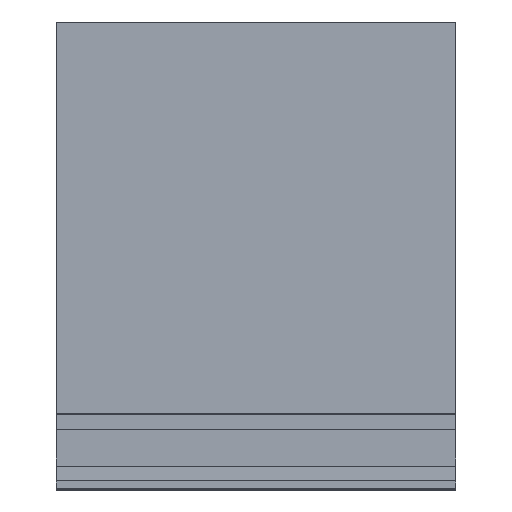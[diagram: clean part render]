
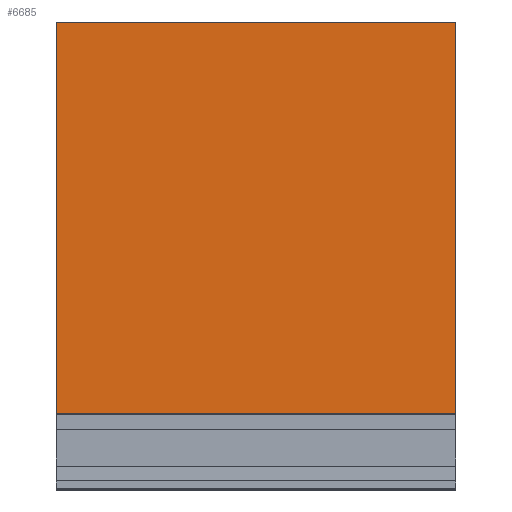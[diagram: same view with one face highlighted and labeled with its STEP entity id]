
A CAD part, top view. The second image highlights one B-rep face of the part: STEP entity #6685.
In plain terms, the highlighted face is planar.
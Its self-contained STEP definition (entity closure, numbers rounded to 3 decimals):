
#213=LINE('',#14017,#608);
#228=LINE('',#14045,#623);
#231=LINE('',#14050,#626);
#240=LINE('',#14067,#635);
#608=VECTOR('',#11295,1000.);
#623=VECTOR('',#11312,1000.);
#626=VECTOR('',#11317,1000.);
#635=VECTOR('',#11328,1000.);
#1070=PLANE('',#9918);
#2226=ORIENTED_EDGE('',*,*,#3478,.T.);
#2227=ORIENTED_EDGE('',*,*,#3490,.F.);
#2228=ORIENTED_EDGE('',*,*,#3481,.F.);
#2229=ORIENTED_EDGE('',*,*,#3463,.T.);
#3463=EDGE_CURVE('',#4204,#4203,#213,.T.);
#3478=EDGE_CURVE('',#4203,#4215,#228,.T.);
#3481=EDGE_CURVE('',#4204,#4217,#231,.T.);
#3490=EDGE_CURVE('',#4217,#4215,#240,.T.);
#4203=VERTEX_POINT('',#14016);
#4204=VERTEX_POINT('',#14018);
#4215=VERTEX_POINT('',#14044);
#4217=VERTEX_POINT('',#14051);
#5225=EDGE_LOOP('',(#2226,#2227,#2228,#2229));
#6107=FACE_BOUND('',#5225,.T.);
#6685=ADVANCED_FACE('',(#6107),#1070,.F.);
#9918=AXIS2_PLACEMENT_3D('',#14123,#11369,#11370);
#11295=DIRECTION('',(0.,0.,-1.));
#11312=DIRECTION('',(-1.,0.,0.));
#11317=DIRECTION('',(-1.,0.,0.));
#11328=DIRECTION('',(0.,0.,-1.));
#11369=DIRECTION('',(0.,-1.,0.));
#11370=DIRECTION('',(0.,0.,-1.));
#14016=CARTESIAN_POINT('',(0.,200.,-27.));
#14017=CARTESIAN_POINT('',(0.,200.,27.));
#14018=CARTESIAN_POINT('',(0.,200.,27.));
#14044=CARTESIAN_POINT('',(-53.,200.,-27.));
#14045=CARTESIAN_POINT('',(0.,200.,-27.));
#14050=CARTESIAN_POINT('',(0.,200.,27.));
#14051=CARTESIAN_POINT('',(-53.,200.,27.));
#14067=CARTESIAN_POINT('',(-53.,200.,27.));
#14123=CARTESIAN_POINT('',(0.,200.,27.));
